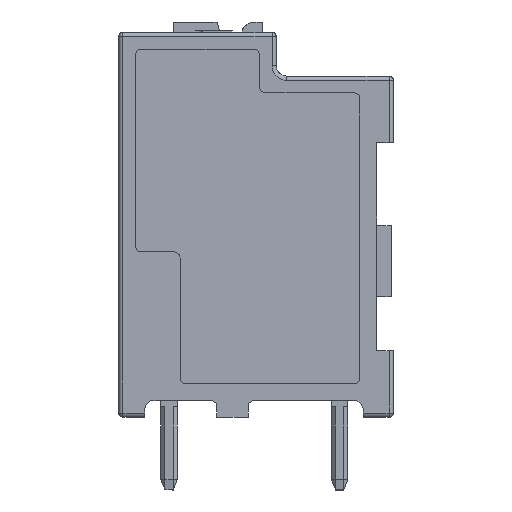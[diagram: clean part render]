
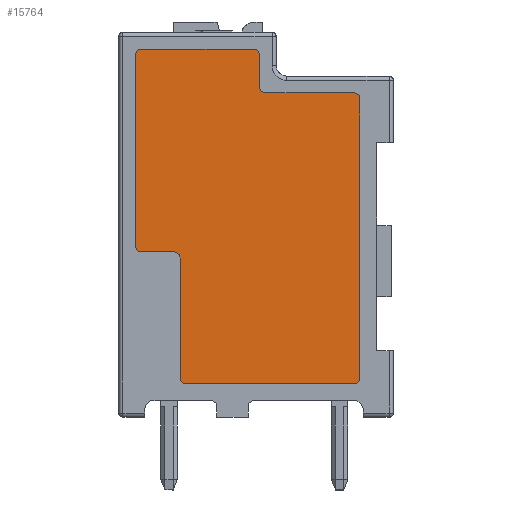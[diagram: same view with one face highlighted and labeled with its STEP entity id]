
A CAD part, left-side view. The second image highlights one B-rep face of the part: STEP entity #15764.
In plain terms, the highlighted planar face has unit normal (-1, 0, 0).
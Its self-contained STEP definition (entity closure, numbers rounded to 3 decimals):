
#86=AXIS2_PLACEMENT_3D('Circle Axis2P3D',#84,#85,$) ;
#191=AXIS2_PLACEMENT_3D('Circle Axis2P3D',#189,#190,$) ;
#273=AXIS2_PLACEMENT_3D('Circle Axis2P3D',#271,#272,$) ;
#15556=AXIS2_PLACEMENT_3D('Circle Axis2P3D',#15554,#15555,$) ;
#15606=AXIS2_PLACEMENT_3D('Circle Axis2P3D',#15604,#15605,$) ;
#15674=AXIS2_PLACEMENT_3D('Circle Axis2P3D',#15672,#15673,$) ;
#15692=AXIS2_PLACEMENT_3D('Circle Axis2P3D',#15690,#15691,$) ;
#15730=AXIS2_PLACEMENT_3D('Circle Axis2P3D',#15728,#15729,$) ;
#15744=AXIS2_PLACEMENT_3D('Plane Axis2P3D',#15741,#15742,#15743) ;
#40=CARTESIAN_POINT('Vertex',(0.8,12.4,11.75)) ;
#45=CARTESIAN_POINT('Line Origine',(0.8,12.4,16.325)) ;
#49=CARTESIAN_POINT('Vertex',(0.8,12.4,20.9)) ;
#84=CARTESIAN_POINT('Axis2P3D Location',(0.8,12.1,11.75)) ;
#88=CARTESIAN_POINT('Vertex',(0.8,12.1,11.45)) ;
#116=CARTESIAN_POINT('Line Origine',(0.8,11.325,11.45)) ;
#120=CARTESIAN_POINT('Vertex',(0.8,10.55,11.45)) ;
#148=CARTESIAN_POINT('Line Origine',(0.8,10.25,8.275)) ;
#152=CARTESIAN_POINT('Vertex',(0.8,10.25,11.15)) ;
#154=CARTESIAN_POINT('Vertex',(0.8,10.25,5.4)) ;
#189=CARTESIAN_POINT('Axis2P3D Location',(0.8,9.95,5.4)) ;
#193=CARTESIAN_POINT('Vertex',(0.8,9.95,5.1)) ;
#227=CARTESIAN_POINT('Vertex',(0.8,1.6,5.4)) ;
#241=CARTESIAN_POINT('Vertex',(0.8,1.6,18.8)) ;
#244=CARTESIAN_POINT('Line Origine',(0.8,1.6,12.1)) ;
#268=CARTESIAN_POINT('Vertex',(0.8,6.43,19.4)) ;
#271=CARTESIAN_POINT('Axis2P3D Location',(0.8,6.13,19.4)) ;
#275=CARTESIAN_POINT('Vertex',(0.8,6.13,19.1)) ;
#15554=CARTESIAN_POINT('Axis2P3D Location',(0.8,12.1,20.9)) ;
#15558=CARTESIAN_POINT('Vertex',(0.8,12.1,21.2)) ;
#15579=CARTESIAN_POINT('Line Origine',(0.8,9.415,21.2)) ;
#15583=CARTESIAN_POINT('Vertex',(0.8,6.73,21.2)) ;
#15604=CARTESIAN_POINT('Axis2P3D Location',(0.8,6.73,20.9)) ;
#15608=CARTESIAN_POINT('Vertex',(0.8,6.43,20.9)) ;
#15629=CARTESIAN_POINT('Line Origine',(0.8,6.43,20.15)) ;
#15647=CARTESIAN_POINT('Line Origine',(0.8,4.015,19.1)) ;
#15651=CARTESIAN_POINT('Vertex',(0.8,1.9,19.1)) ;
#15672=CARTESIAN_POINT('Axis2P3D Location',(0.8,1.9,18.8)) ;
#15690=CARTESIAN_POINT('Axis2P3D Location',(0.8,1.9,5.4)) ;
#15694=CARTESIAN_POINT('Vertex',(0.8,1.9,5.1)) ;
#15710=CARTESIAN_POINT('Line Origine',(0.8,5.925,5.1)) ;
#15728=CARTESIAN_POINT('Axis2P3D Location',(0.8,10.55,11.15)) ;
#15741=CARTESIAN_POINT('Axis2P3D Location',(0.8,21.33,-6.45)) ;
#46=DIRECTION('Vector Direction',(0.,0.,-1.)) ;
#85=DIRECTION('Axis2P3D Direction',(-1.,0.,0.)) ;
#117=DIRECTION('Vector Direction',(0.,-1.,0.)) ;
#149=DIRECTION('Vector Direction',(0.,0.,-1.)) ;
#190=DIRECTION('Axis2P3D Direction',(-1.,0.,0.)) ;
#245=DIRECTION('Vector Direction',(0.,0.,1.)) ;
#272=DIRECTION('Axis2P3D Direction',(1.,0.,0.)) ;
#15555=DIRECTION('Axis2P3D Direction',(1.,0.,0.)) ;
#15580=DIRECTION('Vector Direction',(0.,-1.,0.)) ;
#15605=DIRECTION('Axis2P3D Direction',(1.,0.,-0.)) ;
#15630=DIRECTION('Vector Direction',(0.,0.,-1.)) ;
#15648=DIRECTION('Vector Direction',(0.,-1.,0.)) ;
#15673=DIRECTION('Axis2P3D Direction',(1.,0.,-0.)) ;
#15691=DIRECTION('Axis2P3D Direction',(1.,0.,0.)) ;
#15711=DIRECTION('Vector Direction',(0.,1.,0.)) ;
#15729=DIRECTION('Axis2P3D Direction',(-1.,0.,0.)) ;
#15742=DIRECTION('Axis2P3D Direction',(-1.,0.,0.)) ;
#15743=DIRECTION('Axis2P3D XDirection',(0.,-1.,0.)) ;
#47=VECTOR('Line Direction',#46,1.) ;
#118=VECTOR('Line Direction',#117,1.) ;
#150=VECTOR('Line Direction',#149,1.) ;
#246=VECTOR('Line Direction',#245,1.) ;
#15581=VECTOR('Line Direction',#15580,1.) ;
#15631=VECTOR('Line Direction',#15630,1.) ;
#15649=VECTOR('Line Direction',#15648,1.) ;
#15712=VECTOR('Line Direction',#15711,1.) ;
#15747=ORIENTED_EDGE('',*,*,#51,.T.) ;
#15748=ORIENTED_EDGE('',*,*,#90,.T.) ;
#15749=ORIENTED_EDGE('',*,*,#122,.T.) ;
#15750=ORIENTED_EDGE('',*,*,#15732,.F.) ;
#15751=ORIENTED_EDGE('',*,*,#156,.T.) ;
#15752=ORIENTED_EDGE('',*,*,#195,.T.) ;
#15753=ORIENTED_EDGE('',*,*,#15714,.F.) ;
#15754=ORIENTED_EDGE('',*,*,#15696,.F.) ;
#15755=ORIENTED_EDGE('',*,*,#248,.T.) ;
#15756=ORIENTED_EDGE('',*,*,#15676,.F.) ;
#15757=ORIENTED_EDGE('',*,*,#15653,.F.) ;
#15758=ORIENTED_EDGE('',*,*,#277,.T.) ;
#15759=ORIENTED_EDGE('',*,*,#15633,.F.) ;
#15760=ORIENTED_EDGE('',*,*,#15610,.F.) ;
#15761=ORIENTED_EDGE('',*,*,#15585,.F.) ;
#15762=ORIENTED_EDGE('',*,*,#15560,.F.) ;
#15764=ADVANCED_FACE('model',(#15763),#15745,.T.) ;
#87=CIRCLE('generated circle',#86,0.3) ;
#192=CIRCLE('generated circle',#191,0.3) ;
#274=CIRCLE('generated circle',#273,0.3) ;
#15557=CIRCLE('generated circle',#15556,0.3) ;
#15607=CIRCLE('generated circle',#15606,0.3) ;
#15675=CIRCLE('generated circle',#15674,0.3) ;
#15693=CIRCLE('generated circle',#15692,0.3) ;
#15731=CIRCLE('generated circle',#15730,0.3) ;
#51=EDGE_CURVE('',#50,#41,#48,.T.) ;
#90=EDGE_CURVE('',#41,#89,#87,.T.) ;
#122=EDGE_CURVE('',#89,#121,#119,.T.) ;
#156=EDGE_CURVE('',#153,#155,#151,.T.) ;
#195=EDGE_CURVE('',#155,#194,#192,.T.) ;
#248=EDGE_CURVE('',#228,#242,#247,.T.) ;
#277=EDGE_CURVE('',#276,#269,#274,.T.) ;
#15560=EDGE_CURVE('',#50,#15559,#15557,.T.) ;
#15585=EDGE_CURVE('',#15559,#15584,#15582,.T.) ;
#15610=EDGE_CURVE('',#15584,#15609,#15607,.T.) ;
#15633=EDGE_CURVE('',#15609,#269,#15632,.T.) ;
#15653=EDGE_CURVE('',#276,#15652,#15650,.T.) ;
#15676=EDGE_CURVE('',#15652,#242,#15675,.T.) ;
#15696=EDGE_CURVE('',#228,#15695,#15693,.T.) ;
#15714=EDGE_CURVE('',#15695,#194,#15713,.T.) ;
#15732=EDGE_CURVE('',#153,#121,#15731,.T.) ;
#15746=EDGE_LOOP('',(#15747,#15748,#15749,#15750,#15751,#15752,#15753,#15754,#15755,#15756,#15757,#15758,#15759,#15760,#15761,#15762)) ;
#15763=FACE_OUTER_BOUND('',#15746,.T.) ;
#48=LINE('Line',#45,#47) ;
#119=LINE('Line',#116,#118) ;
#151=LINE('Line',#148,#150) ;
#247=LINE('Line',#244,#246) ;
#15582=LINE('Line',#15579,#15581) ;
#15632=LINE('Line',#15629,#15631) ;
#15650=LINE('Line',#15647,#15649) ;
#15713=LINE('Line',#15710,#15712) ;
#15745=PLANE('',#15744) ;
#41=VERTEX_POINT('',#40) ;
#50=VERTEX_POINT('',#49) ;
#89=VERTEX_POINT('',#88) ;
#121=VERTEX_POINT('',#120) ;
#153=VERTEX_POINT('',#152) ;
#155=VERTEX_POINT('',#154) ;
#194=VERTEX_POINT('',#193) ;
#228=VERTEX_POINT('',#227) ;
#242=VERTEX_POINT('',#241) ;
#269=VERTEX_POINT('',#268) ;
#276=VERTEX_POINT('',#275) ;
#15559=VERTEX_POINT('',#15558) ;
#15584=VERTEX_POINT('',#15583) ;
#15609=VERTEX_POINT('',#15608) ;
#15652=VERTEX_POINT('',#15651) ;
#15695=VERTEX_POINT('',#15694) ;
